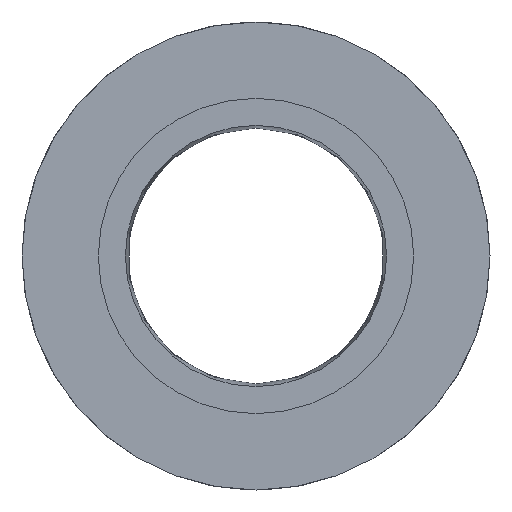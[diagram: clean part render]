
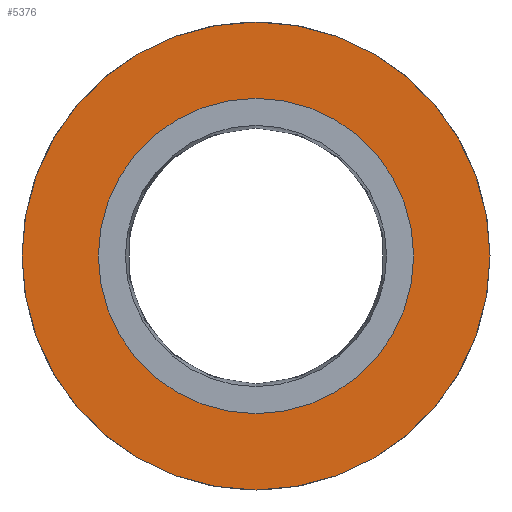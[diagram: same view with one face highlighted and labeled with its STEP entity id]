
A CAD part, front view. The second image highlights one B-rep face of the part: STEP entity #5376.
In plain terms, the highlighted planar face has unit normal (0, -1, 0).
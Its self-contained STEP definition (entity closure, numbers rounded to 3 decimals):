
#1412=CARTESIAN_POINT('',(0.,11.,0.));
#1413=DIRECTION('',(0.,1.,0.));
#1414=DIRECTION('',(0.,0.,1.));
#1415=AXIS2_PLACEMENT_3D('',#1412,#1413,#1414);
#1421=CARTESIAN_POINT('',(0.,11.,0.));
#1422=DIRECTION('',(0.,1.,0.));
#1423=DIRECTION('',(0.,0.,-1.));
#1424=AXIS2_PLACEMENT_3D('',#1421,#1422,#1423);
#1430=CARTESIAN_POINT('',(0.,11.,0.));
#1431=DIRECTION('',(0.,1.,0.));
#1432=DIRECTION('',(0.,0.,1.));
#1433=AXIS2_PLACEMENT_3D('',#1430,#1431,#1432);
#1435=CARTESIAN_POINT('',(0.,11.,0.));
#1436=DIRECTION('',(0.,1.,0.));
#1437=DIRECTION('',(0.,0.,-1.));
#1438=AXIS2_PLACEMENT_3D('',#1435,#1436,#1437);
#3672=CARTESIAN_POINT('',(0.,11.,23.75));
#3674=VERTEX_POINT('',#3672);
#3675=CARTESIAN_POINT('',(0.,11.,-23.75));
#3676=VERTEX_POINT('',#3675);
#4068=CARTESIAN_POINT('',(0.,11.,16.));
#4069=CARTESIAN_POINT('',(0.,11.,-16.));
#4070=VERTEX_POINT('',#4068);
#4071=VERTEX_POINT('',#4069);
#5363=CARTESIAN_POINT('',(14.5,11.,0.));
#5364=DIRECTION('',(0.,-1.,0.));
#5365=DIRECTION('',(0.,0.,-1.));
#5366=AXIS2_PLACEMENT_3D('',#5363,#5364,#5365);
#5367=PLANE('',#5366);
#5368=ORIENTED_EDGE('',*,*,#4528,.T.);
#5369=ORIENTED_EDGE('',*,*,#4461,.T.);
#5370=EDGE_LOOP('',(#5368,#5369));
#5371=FACE_OUTER_BOUND('',#5370,.F.);
#5372=ORIENTED_EDGE('',*,*,#5342,.F.);
#5373=ORIENTED_EDGE('',*,*,#5356,.F.);
#5374=EDGE_LOOP('',(#5372,#5373));
#5375=FACE_BOUND('',#5374,.F.);
#5376=ADVANCED_FACE('',(#5371,#5375),#5367,.T.);
#1416=CIRCLE('',#1415,16.);
#1425=CIRCLE('',#1424,16.);
#1434=CIRCLE('',#1433,23.75);
#1439=CIRCLE('',#1438,23.75);
#4461=EDGE_CURVE('',#3676,#3674,#1439,.T.);
#4528=EDGE_CURVE('',#3674,#3676,#1434,.T.);
#5342=EDGE_CURVE('',#4070,#4071,#1416,.T.);
#5356=EDGE_CURVE('',#4071,#4070,#1425,.T.);
